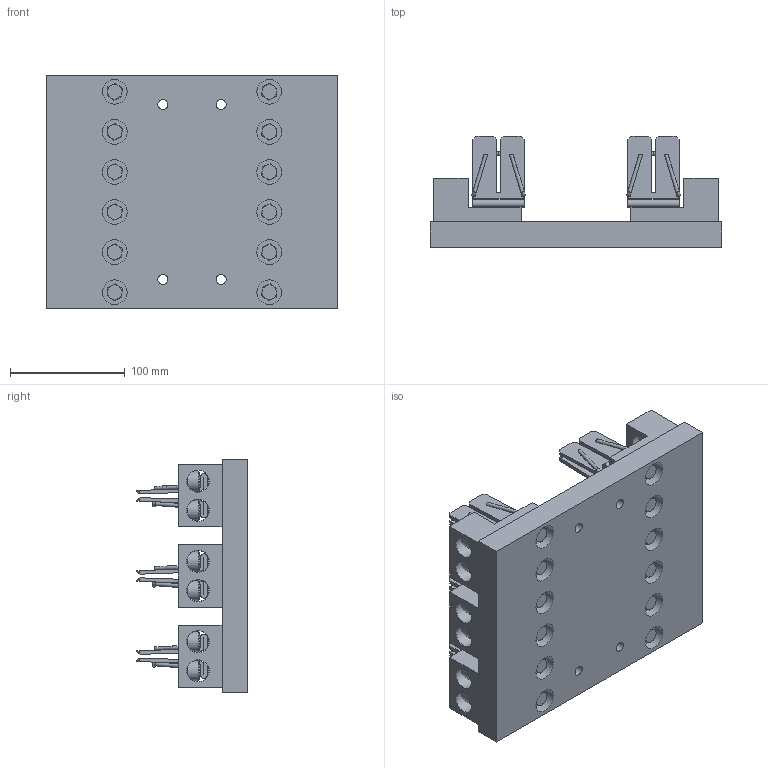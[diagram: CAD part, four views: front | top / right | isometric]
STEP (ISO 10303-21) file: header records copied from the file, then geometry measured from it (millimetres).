
FILE_DESCRIPTION (( 'STEP AP214' ), '1' );
FILE_NAME ('700513revA.STEP', '2018-05-17T19:22:32', ( '' ), ( '' ), 'SwSTEP 2.0', 'SolidWorks 2017', '' );
FILE_SCHEMA (( 'AUTOMOTIVE_DESIGN' ));
Length unit declared in the file: inch
Products named in the file (1): 700513revA
Bounding box: 254 x 96.77 x 203.2 mm (x, y, z)
Surface area: 336041.8 mm2 (no closed solid volume)
Topology: 0 solids, 61 shells, 822 faces, 2300 edges, 1522 vertices
Faces by surface type: plane 460, cylinder 134, cone 132, bspline 96
Full cylindrical faces by diameter (mm): 6.756 x12, 8.738 x4, 15.875 x6, 17.475 x12, 19.05 x16, 21.59 x12
Entity records: 39275 total; most frequent: CARTESIAN_POINT 9599, DIRECTION 3598, ORIENTED_EDGE 3538, EDGE_CURVE 2046, VERTEX_POINT 1486, LINE 1252, VECTOR 1252, EDGE_LOOP 1190
